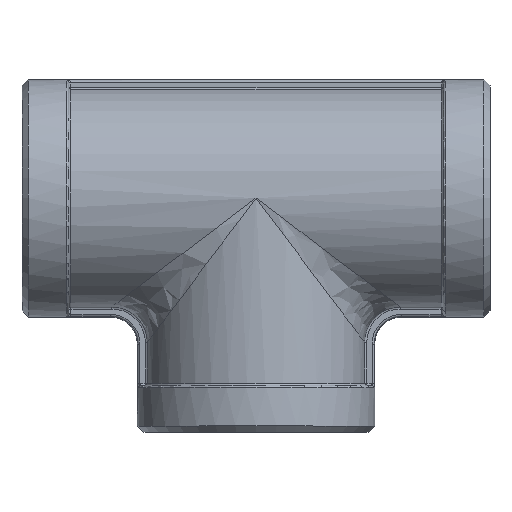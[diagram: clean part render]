
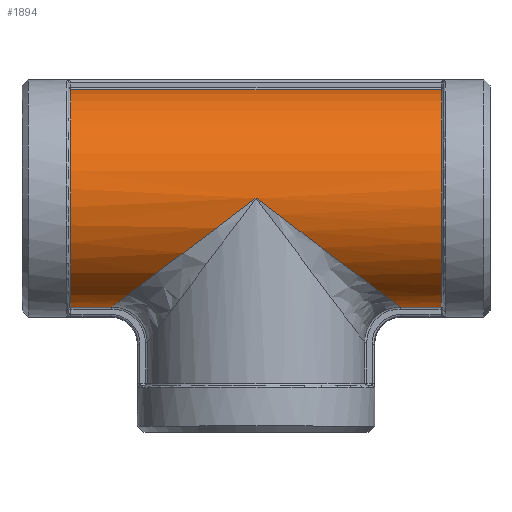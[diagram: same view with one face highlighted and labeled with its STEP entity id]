
A CAD part, top view. The second image highlights one B-rep face of the part: STEP entity #1894.
In plain terms, the highlighted cylindrical face has radius 15.25 mm (diameter 30.5 mm), a partial arc.
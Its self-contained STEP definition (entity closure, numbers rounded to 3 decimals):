
#50=ELLIPSE('',#2112,25.35,15.25);
#51=ELLIPSE('',#2113,25.35,15.25);
#135=LINE('',#4157,#199);
#136=LINE('',#4160,#200);
#137=LINE('',#4165,#201);
#199=VECTOR('',#2575,51.4);
#200=VECTOR('',#2578,5.673);
#201=VECTOR('',#2583,5.673);
#330=CIRCLE('',#2046,15.25);
#360=CIRCLE('',#2093,15.25);
#491=FACE_OUTER_BOUND('',#630,.T.);
#630=EDGE_LOOP('',(#1554,#1555,#1556,#1557,#1558,#1559,#1560));
#849=VERTEX_POINT('',#3769);
#850=VERTEX_POINT('',#3771);
#877=VERTEX_POINT('',#4045);
#879=VERTEX_POINT('',#4049);
#887=VERTEX_POINT('',#4159);
#888=VERTEX_POINT('',#4161);
#889=VERTEX_POINT('',#4163);
#1058=EDGE_CURVE('',#849,#850,#330,.T.);
#1109=EDGE_CURVE('',#879,#877,#360,.T.);
#1127=EDGE_CURVE('',#877,#849,#135,.T.);
#1128=EDGE_CURVE('',#887,#879,#136,.T.);
#1129=EDGE_CURVE('',#888,#887,#50,.T.);
#1130=EDGE_CURVE('',#889,#888,#51,.T.);
#1131=EDGE_CURVE('',#850,#889,#137,.T.);
#1554=ORIENTED_EDGE('',*,*,#1127,.F.);
#1555=ORIENTED_EDGE('',*,*,#1109,.F.);
#1556=ORIENTED_EDGE('',*,*,#1128,.F.);
#1557=ORIENTED_EDGE('',*,*,#1129,.F.);
#1558=ORIENTED_EDGE('',*,*,#1130,.F.);
#1559=ORIENTED_EDGE('',*,*,#1131,.F.);
#1560=ORIENTED_EDGE('',*,*,#1058,.F.);
#1798=CYLINDRICAL_SURFACE('',#2111,15.25);
#1894=ADVANCED_FACE('',(#491),#1798,.T.);
#2046=AXIS2_PLACEMENT_3D('',#3772,#2427,#2428);
#2093=AXIS2_PLACEMENT_3D('',#4051,#2534,#2535);
#2111=AXIS2_PLACEMENT_3D('',#4158,#2576,#2577);
#2112=AXIS2_PLACEMENT_3D('',#4162,#2579,#2580);
#2113=AXIS2_PLACEMENT_3D('',#4164,#2581,#2582);
#2427=DIRECTION('center_axis',(1.,0.,0.));
#2428=DIRECTION('ref_axis',(0.,0.,1.));
#2534=DIRECTION('center_axis',(-1.,0.,0.));
#2535=DIRECTION('ref_axis',(0.,0.,1.));
#2575=DIRECTION('',(1.,0.,0.));
#2576=DIRECTION('center_axis',(1.,0.,0.));
#2577=DIRECTION('ref_axis',(0.,1.,0.));
#2578=DIRECTION('',(-1.,0.,0.));
#2579=DIRECTION('center_axis',(0.602,-0.799,0.));
#2580=DIRECTION('ref_axis',(-0.799,-0.602,0.));
#2581=DIRECTION('center_axis',(-0.602,-0.799,0.));
#2582=DIRECTION('ref_axis',(0.799,-0.602,0.));
#2583=DIRECTION('',(-1.,0.,0.));
#3769=CARTESIAN_POINT('',(25.7,15.082,2.256));
#3771=CARTESIAN_POINT('',(25.7,-15.082,2.256));
#3772=CARTESIAN_POINT('Origin',(25.7,0.,0.));
#4045=CARTESIAN_POINT('',(-25.7,15.082,2.256));
#4049=CARTESIAN_POINT('',(-25.7,-15.082,2.256));
#4051=CARTESIAN_POINT('Origin',(-25.7,0.,0.));
#4157=CARTESIAN_POINT('',(0.,15.082,2.256));
#4158=CARTESIAN_POINT('Origin',(0.,0.,0.));
#4159=CARTESIAN_POINT('',(-20.027,-15.082,2.256));
#4160=CARTESIAN_POINT('',(0.,-15.082,2.256));
#4161=CARTESIAN_POINT('',(0.,0.,15.25));
#4162=CARTESIAN_POINT('Origin',(0.,0.,0.));
#4163=CARTESIAN_POINT('',(20.027,-15.082,2.256));
#4164=CARTESIAN_POINT('Origin',(0.,0.,0.));
#4165=CARTESIAN_POINT('',(0.,-15.082,2.256));
